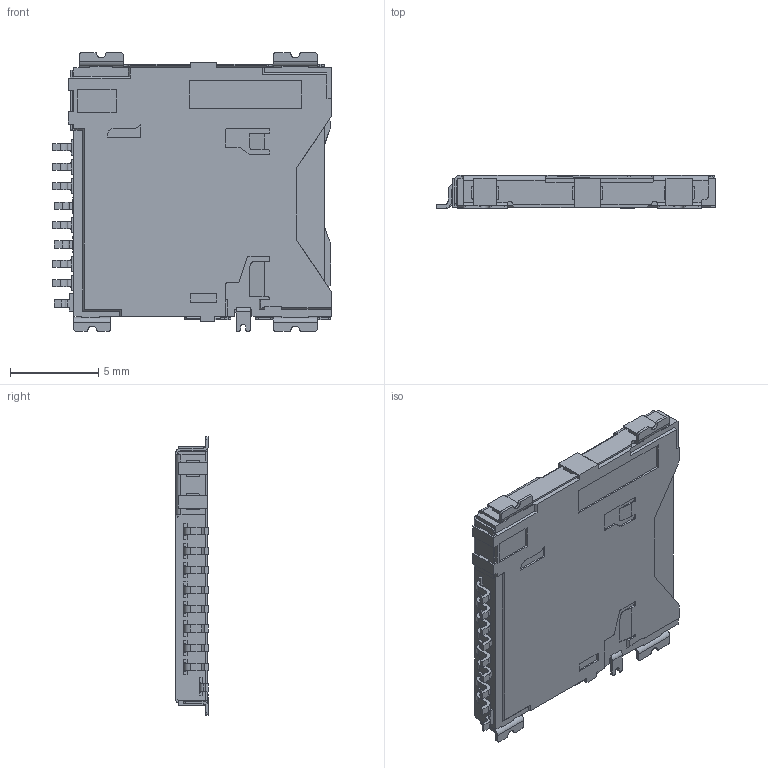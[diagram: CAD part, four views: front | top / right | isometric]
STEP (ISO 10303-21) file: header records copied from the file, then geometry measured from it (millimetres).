
FILE_DESCRIPTION (( 'STEP AP203' ), '1' );
FILE_NAME ('160411PJS008-2005合致モデル.STEP', '2016-04-10T23:50:29', ( 'HP-Z400' ), ( 'Hewlett-Packard Company' ), 'SwSTEP 2.0', 'SolidWorks 2014', '' );
FILE_SCHEMA (( 'CONFIG_CONTROL_DESIGN' ));
Length unit declared in the file: millimetre
Products named in the file (1): 160411PJS008-2005合致モデル
Bounding box: 15.8 x 1.85 x 15.8 mm (x, y, z)
Volume: 359 mm3; surface area: 635.8 mm2
Topology: 1 solids, 1 shells, 801 faces, 2308 edges, 1512 vertices
Faces by surface type: plane 494, cylinder 275, bspline 24, torus 8
Entity records: 27099 total; most frequent: CARTESIAN_POINT 5697, ORIENTED_EDGE 4616, DIRECTION 4327, EDGE_CURVE 2308, LINE 1663, VECTOR 1663, VERTEX_POINT 1512, AXIS2_PLACEMENT_3D 1332
